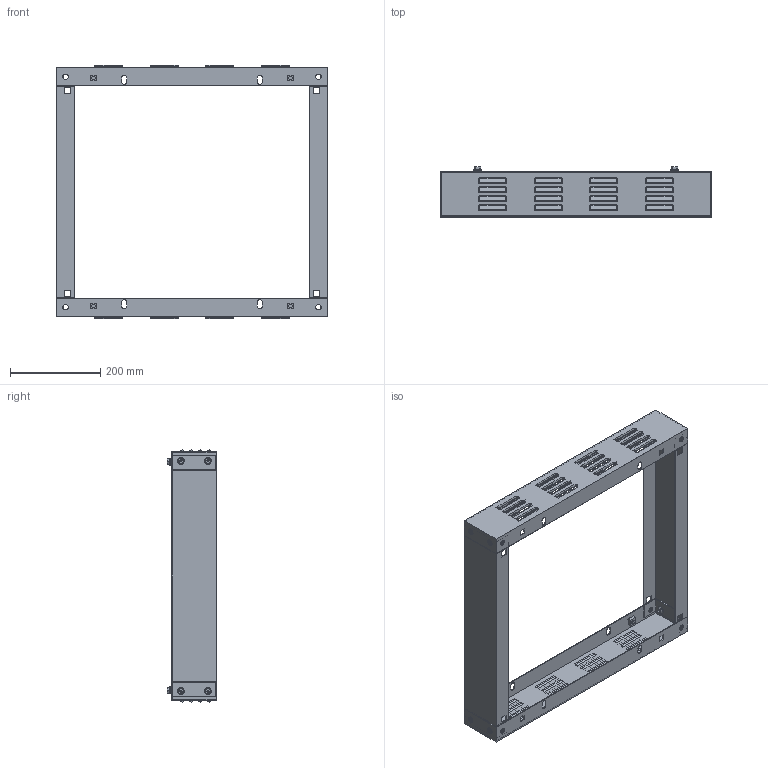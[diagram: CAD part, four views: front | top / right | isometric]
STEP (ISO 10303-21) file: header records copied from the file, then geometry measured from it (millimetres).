
FILE_DESCRIPTION (( 'STEP AP214' ), '1' );
FILE_NAME ('0396-6001-60-37.step', '2022-12-14T10:10:55', ( '' ), ( '' ), 'SwSTEP 2.0', 'SolidWorks 2019', '' );
FILE_SCHEMA (( 'AUTOMOTIVE_DESIGN' ));
Length unit declared in the file: millimetre
Products named in the file (3): 0396-6001-60-37; SockelLaengsteilH100_600-3; SockelQuerteilH100_60
Assembly tree (4 placements, depth 2):
  0396-6001-60-37
    SockelLaengsteilH100_600-3  x2
    SockelQuerteilH100_60  x2
Bounding box: 600 x 110.6 x 560.18 mm (x, y, z)
Volume: 824681.8 mm3; surface area: 866088 mm2
Topology: 20 solids, 20 shells, 810 faces, 2056 edges, 1312 vertices
Faces by surface type: plane 554, cone 128, cylinder 112, bspline 16
Entity records: 13560 total; most frequent: CARTESIAN_POINT 2360, ORIENTED_EDGE 2056, DIRECTION 2004, EDGE_CURVE 1028, LINE 828, VECTOR 828, VERTEX_POINT 656, AXIS2_PLACEMENT_3D 588
